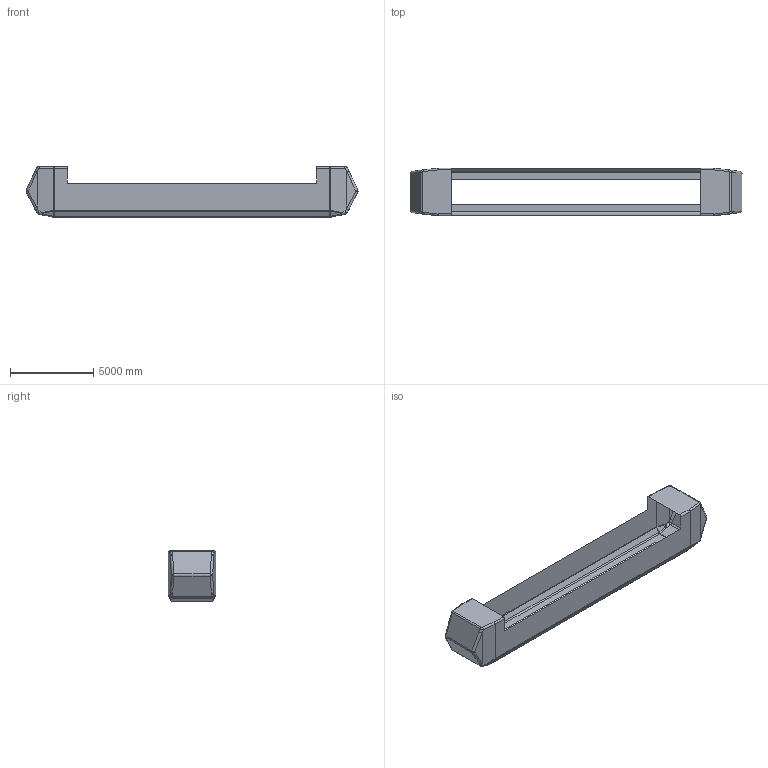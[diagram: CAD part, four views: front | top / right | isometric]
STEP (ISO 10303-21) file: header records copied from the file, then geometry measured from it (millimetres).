
FILE_DESCRIPTION (( 'STEP AP214' ), '1' );
FILE_NAME ('Locomotive_MainBody_versionB.STEP', '2024-03-19T16:54:59', ( '' ), ( '' ), 'SwSTEP 2.0', 'SolidWorks 2022', '' );
FILE_SCHEMA (( 'AUTOMOTIVE_DESIGN' ));
Length unit declared in the file: metre
Products named in the file (1): Locomotive_MainBody_versionB
Bounding box: 19965.56 x 2850 x 3050 mm (x, y, z)
Surface area: 136827361.2 mm2 (no closed solid volume)
Topology: 0 solids, 1 shells, 141 faces, 322 edges, 182 vertices
Faces by surface type: cylinder 58, bspline 36, plane 25, sphere 18, torus 4
Entity records: 5586 total; most frequent: CARTESIAN_POINT 2691, ORIENTED_EDGE 628, DIRECTION 558, EDGE_CURVE 322, AXIS2_PLACEMENT_3D 210, VERTEX_POINT 182, EDGE_LOOP 142, FACE_OUTER_BOUND 141
